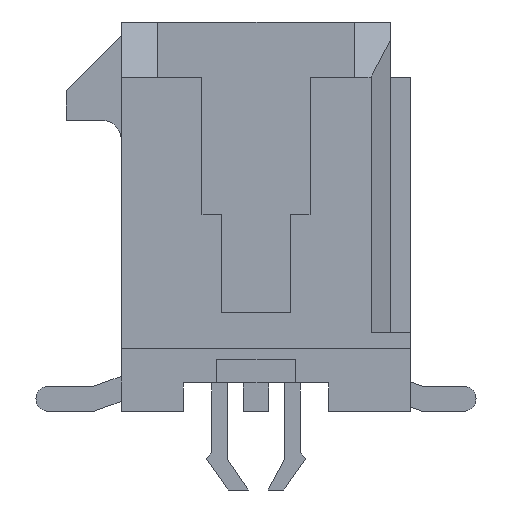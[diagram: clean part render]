
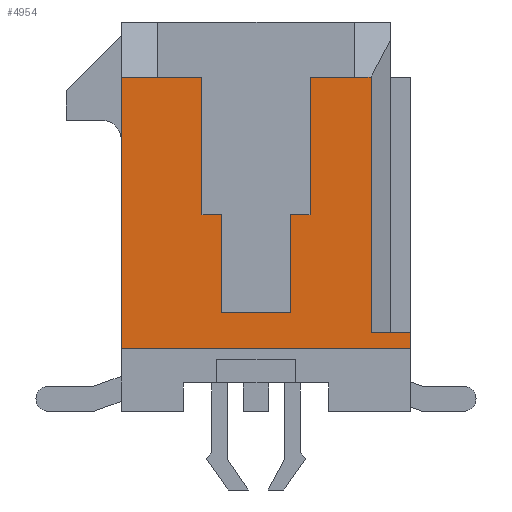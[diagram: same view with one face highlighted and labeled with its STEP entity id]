
A CAD part, left-side view. The second image highlights one B-rep face of the part: STEP entity #4954.
In plain terms, the highlighted planar face has unit normal (-1, 0, 0).
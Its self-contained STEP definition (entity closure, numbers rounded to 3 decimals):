
#1=DIRECTION('',(0.,0.,-1.));
#2=VECTOR('',#1,3.5);
#3=CARTESIAN_POINT('',(-9.325,-1.375,3.55));
#4=LINE('',#3,#2);
#5=DIRECTION('',(0.,1.,0.));
#6=VECTOR('',#5,1.125);
#7=CARTESIAN_POINT('',(-9.325,-2.5,3.55));
#8=LINE('',#7,#6);
#9=DIRECTION('',(0.,-1.,0.));
#10=VECTOR('',#9,0.43);
#11=CARTESIAN_POINT('',(-9.325,-2.5,3.55));
#12=LINE('',#11,#10);
#13=DIRECTION('',(0.,0.,-1.));
#14=VECTOR('',#13,6.51);
#15=CARTESIAN_POINT('',(-9.325,-2.93,3.55));
#16=LINE('',#15,#14);
#17=DIRECTION('',(0.,0.,-1.));
#18=VECTOR('',#17,0.4);
#19=CARTESIAN_POINT('',(-9.325,-3.93,-2.96));
#20=LINE('',#19,#18);
#21=DIRECTION('',(0.,1.,0.));
#22=VECTOR('',#21,7.36);
#23=CARTESIAN_POINT('',(-9.325,-3.93,-3.36));
#24=LINE('',#23,#22);
#25=DIRECTION('',(0.,0.,1.));
#26=VECTOR('',#25,6.91);
#27=CARTESIAN_POINT('',(-9.325,3.43,-3.36));
#28=LINE('',#27,#26);
#29=DIRECTION('',(0.,-1.,0.));
#30=VECTOR('',#29,0.93);
#31=CARTESIAN_POINT('',(-9.325,3.43,3.55));
#32=LINE('',#31,#30);
#33=DIRECTION('',(0.,1.,0.));
#34=VECTOR('',#33,1.125);
#35=CARTESIAN_POINT('',(-9.325,1.375,3.55));
#36=LINE('',#35,#34);
#37=DIRECTION('',(0.,0.,-1.));
#38=VECTOR('',#37,3.5);
#39=CARTESIAN_POINT('',(-9.325,1.375,3.55));
#40=LINE('',#39,#38);
#41=DIRECTION('',(0.,1.,0.));
#42=VECTOR('',#41,0.5);
#43=CARTESIAN_POINT('',(-9.325,0.875,0.05));
#44=LINE('',#43,#42);
#45=DIRECTION('',(0.,0.,1.));
#46=VECTOR('',#45,2.5);
#47=CARTESIAN_POINT('',(-9.325,0.875,-2.45));
#48=LINE('',#47,#46);
#49=DIRECTION('',(0.,1.,0.));
#50=VECTOR('',#49,1.75);
#51=CARTESIAN_POINT('',(-9.325,-0.875,-2.45));
#52=LINE('',#51,#50);
#53=DIRECTION('',(0.,0.,-1.));
#54=VECTOR('',#53,2.5);
#55=CARTESIAN_POINT('',(-9.325,-0.875,0.05));
#56=LINE('',#55,#54);
#57=DIRECTION('',(0.,1.,0.));
#58=VECTOR('',#57,0.5);
#59=CARTESIAN_POINT('',(-9.325,-1.375,0.05));
#60=LINE('',#59,#58);
#1739=DIRECTION('',(0.,1.,0.));
#1740=VECTOR('',#1739,1.);
#1741=CARTESIAN_POINT('',(-9.325,-3.93,-2.96));
#1742=LINE('',#1741,#1740);
#3728=CARTESIAN_POINT('',(-9.325,3.43,3.55));
#3730=VERTEX_POINT('',#3728);
#3777=CARTESIAN_POINT('',(-9.325,-3.93,-2.96));
#3778=CARTESIAN_POINT('',(-9.325,-2.93,-2.96));
#3779=VERTEX_POINT('',#3777);
#3780=VERTEX_POINT('',#3778);
#3785=CARTESIAN_POINT('',(-9.325,2.5,3.55));
#3786=VERTEX_POINT('',#3785);
#3787=CARTESIAN_POINT('',(-9.325,-2.5,3.55));
#3788=VERTEX_POINT('',#3787);
#4013=CARTESIAN_POINT('',(-9.325,-1.375,3.55));
#4014=CARTESIAN_POINT('',(-9.325,-1.375,0.05));
#4015=VERTEX_POINT('',#4013);
#4016=VERTEX_POINT('',#4014);
#4017=CARTESIAN_POINT('',(-9.325,-0.875,0.05));
#4018=VERTEX_POINT('',#4017);
#4019=CARTESIAN_POINT('',(-9.325,-0.875,-2.45));
#4020=VERTEX_POINT('',#4019);
#4021=CARTESIAN_POINT('',(-9.325,0.875,-2.45));
#4022=VERTEX_POINT('',#4021);
#4023=CARTESIAN_POINT('',(-9.325,0.875,0.05));
#4024=VERTEX_POINT('',#4023);
#4025=CARTESIAN_POINT('',(-9.325,1.375,0.05));
#4026=VERTEX_POINT('',#4025);
#4027=CARTESIAN_POINT('',(-9.325,1.375,3.55));
#4028=VERTEX_POINT('',#4027);
#4825=CARTESIAN_POINT('',(-9.325,-3.93,-3.36));
#4826=CARTESIAN_POINT('',(-9.325,3.43,-3.36));
#4827=VERTEX_POINT('',#4825);
#4828=VERTEX_POINT('',#4826);
#4913=CARTESIAN_POINT('',(-9.325,-2.93,3.55));
#4914=VERTEX_POINT('',#4913);
#4915=CARTESIAN_POINT('',(-9.325,0.,0.));
#4916=DIRECTION('',(1.,0.,0.));
#4917=DIRECTION('',(0.,0.,-1.));
#4918=AXIS2_PLACEMENT_3D('',#4915,#4916,#4917);
#4919=PLANE('',#4918);
#4921=ORIENTED_EDGE('',*,*,#4920,.F.);
#4923=ORIENTED_EDGE('',*,*,#4922,.F.);
#4925=ORIENTED_EDGE('',*,*,#4924,.T.);
#4927=ORIENTED_EDGE('',*,*,#4926,.T.);
#4929=ORIENTED_EDGE('',*,*,#4928,.F.);
#4931=ORIENTED_EDGE('',*,*,#4930,.T.);
#4933=ORIENTED_EDGE('',*,*,#4932,.T.);
#4935=ORIENTED_EDGE('',*,*,#4934,.T.);
#4937=ORIENTED_EDGE('',*,*,#4936,.T.);
#4939=ORIENTED_EDGE('',*,*,#4938,.F.);
#4941=ORIENTED_EDGE('',*,*,#4940,.T.);
#4943=ORIENTED_EDGE('',*,*,#4942,.F.);
#4945=ORIENTED_EDGE('',*,*,#4944,.F.);
#4947=ORIENTED_EDGE('',*,*,#4946,.F.);
#4949=ORIENTED_EDGE('',*,*,#4948,.F.);
#4951=ORIENTED_EDGE('',*,*,#4950,.F.);
#4952=EDGE_LOOP('',(#4921,#4923,#4925,#4927,#4929,#4931,#4933,#4935,#4937,#4939,
#4941,#4943,#4945,#4947,#4949,#4951));
#4953=FACE_OUTER_BOUND('',#4952,.F.);
#4954=ADVANCED_FACE('',(#4953),#4919,.F.);
#4920=EDGE_CURVE('',#4015,#4016,#4,.T.);
#4922=EDGE_CURVE('',#3788,#4015,#8,.T.);
#4924=EDGE_CURVE('',#3788,#4914,#12,.T.);
#4926=EDGE_CURVE('',#4914,#3780,#16,.T.);
#4928=EDGE_CURVE('',#3779,#3780,#1742,.T.);
#4930=EDGE_CURVE('',#3779,#4827,#20,.T.);
#4932=EDGE_CURVE('',#4827,#4828,#24,.T.);
#4934=EDGE_CURVE('',#4828,#3730,#28,.T.);
#4936=EDGE_CURVE('',#3730,#3786,#32,.T.);
#4938=EDGE_CURVE('',#4028,#3786,#36,.T.);
#4940=EDGE_CURVE('',#4028,#4026,#40,.T.);
#4942=EDGE_CURVE('',#4024,#4026,#44,.T.);
#4944=EDGE_CURVE('',#4022,#4024,#48,.T.);
#4946=EDGE_CURVE('',#4020,#4022,#52,.T.);
#4948=EDGE_CURVE('',#4018,#4020,#56,.T.);
#4950=EDGE_CURVE('',#4016,#4018,#60,.T.);
